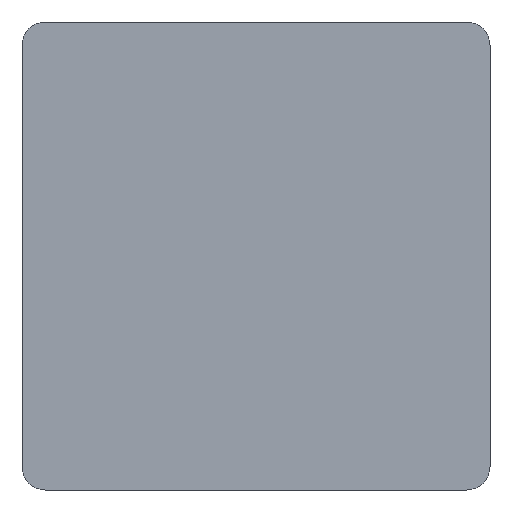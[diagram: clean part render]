
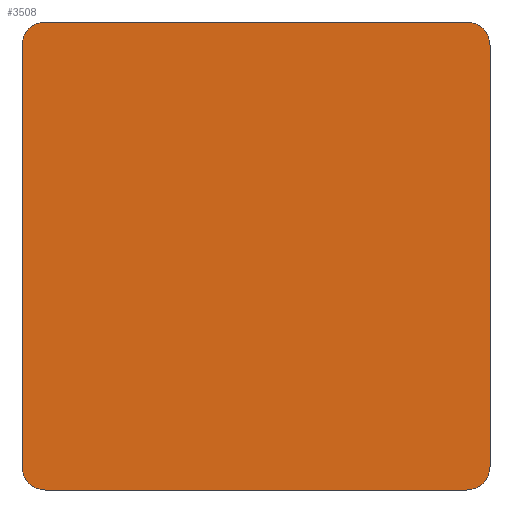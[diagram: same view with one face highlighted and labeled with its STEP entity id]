
A CAD part, front view. The second image highlights one B-rep face of the part: STEP entity #3508.
In plain terms, the highlighted planar face has unit normal (0, -1, 0).
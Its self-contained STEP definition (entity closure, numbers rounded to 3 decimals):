
#1=CARTESIAN_POINT('',(-13.5,0.,13.5));
#2=DIRECTION('',(0.,1.,0.));
#3=DIRECTION('',(-1.,0.,0.));
#4=AXIS2_PLACEMENT_3D('',#1,#2,#3);
#6=DIRECTION('',(1.,0.,0.));
#7=VECTOR('',#6,27.);
#8=CARTESIAN_POINT('',(-13.5,0.,15.));
#9=LINE('',#8,#7);
#10=CARTESIAN_POINT('',(13.5,0.,13.5));
#11=DIRECTION('',(0.,-1.,0.));
#12=DIRECTION('',(1.,0.,0.));
#13=AXIS2_PLACEMENT_3D('',#10,#11,#12);
#15=DIRECTION('',(0.,0.,-1.));
#16=VECTOR('',#15,27.);
#17=CARTESIAN_POINT('',(15.,0.,13.5));
#18=LINE('',#17,#16);
#19=CARTESIAN_POINT('',(13.5,0.,-13.5));
#20=DIRECTION('',(0.,1.,0.));
#21=DIRECTION('',(1.,0.,0.));
#22=AXIS2_PLACEMENT_3D('',#19,#20,#21);
#24=DIRECTION('',(-1.,0.,0.));
#25=VECTOR('',#24,27.);
#26=CARTESIAN_POINT('',(13.5,0.,-15.));
#27=LINE('',#26,#25);
#28=CARTESIAN_POINT('',(-13.5,0.,-13.5));
#29=DIRECTION('',(0.,1.,0.));
#30=DIRECTION('',(0.,0.,-1.));
#31=AXIS2_PLACEMENT_3D('',#28,#29,#30);
#33=DIRECTION('',(0.,0.,1.));
#34=VECTOR('',#33,27.);
#35=CARTESIAN_POINT('',(-15.,0.,-13.5));
#36=LINE('',#35,#34);
#2669=CARTESIAN_POINT('',(15.,0.,13.5));
#2670=CARTESIAN_POINT('',(13.5,0.,15.));
#2671=VERTEX_POINT('',#2669);
#2672=VERTEX_POINT('',#2670);
#2673=CARTESIAN_POINT('',(15.,0.,-13.5));
#2674=CARTESIAN_POINT('',(13.5,0.,-15.));
#2675=VERTEX_POINT('',#2673);
#2676=VERTEX_POINT('',#2674);
#2677=CARTESIAN_POINT('',(-13.5,0.,-15.));
#2678=CARTESIAN_POINT('',(-15.,0.,-13.5));
#2679=VERTEX_POINT('',#2677);
#2680=VERTEX_POINT('',#2678);
#2681=CARTESIAN_POINT('',(-15.,0.,13.5));
#2682=CARTESIAN_POINT('',(-13.5,0.,15.));
#2683=VERTEX_POINT('',#2681);
#2684=VERTEX_POINT('',#2682);
#3485=CARTESIAN_POINT('',(0.,0.,0.));
#3486=DIRECTION('',(0.,1.,0.));
#3487=DIRECTION('',(1.,0.,0.));
#3488=AXIS2_PLACEMENT_3D('',#3485,#3486,#3487);
#3489=PLANE('',#3488);
#3491=ORIENTED_EDGE('',*,*,#3490,.T.);
#3493=ORIENTED_EDGE('',*,*,#3492,.T.);
#3495=ORIENTED_EDGE('',*,*,#3494,.F.);
#3497=ORIENTED_EDGE('',*,*,#3496,.T.);
#3499=ORIENTED_EDGE('',*,*,#3498,.T.);
#3501=ORIENTED_EDGE('',*,*,#3500,.T.);
#3503=ORIENTED_EDGE('',*,*,#3502,.T.);
#3505=ORIENTED_EDGE('',*,*,#3504,.T.);
#3506=EDGE_LOOP('',(#3491,#3493,#3495,#3497,#3499,#3501,#3503,#3505));
#3507=FACE_OUTER_BOUND('',#3506,.F.);
#3508=ADVANCED_FACE('',(#3507),#3489,.F.);
#5=CIRCLE('',#4,1.5);
#14=CIRCLE('',#13,1.5);
#23=CIRCLE('',#22,1.5);
#32=CIRCLE('',#31,1.5);
#3490=EDGE_CURVE('',#2683,#2684,#5,.T.);
#3492=EDGE_CURVE('',#2684,#2672,#9,.T.);
#3494=EDGE_CURVE('',#2671,#2672,#14,.T.);
#3496=EDGE_CURVE('',#2671,#2675,#18,.T.);
#3498=EDGE_CURVE('',#2675,#2676,#23,.T.);
#3500=EDGE_CURVE('',#2676,#2679,#27,.T.);
#3502=EDGE_CURVE('',#2679,#2680,#32,.T.);
#3504=EDGE_CURVE('',#2680,#2683,#36,.T.);
